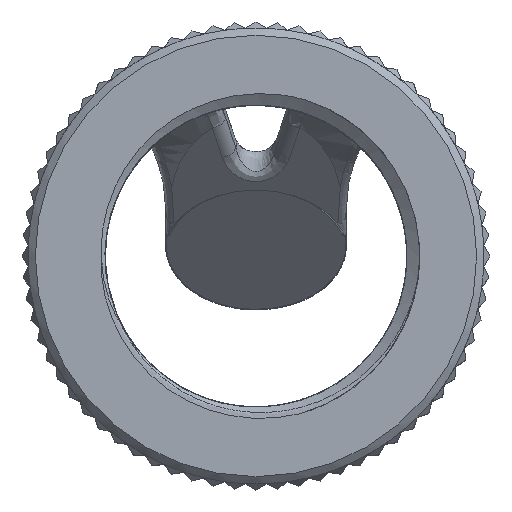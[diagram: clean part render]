
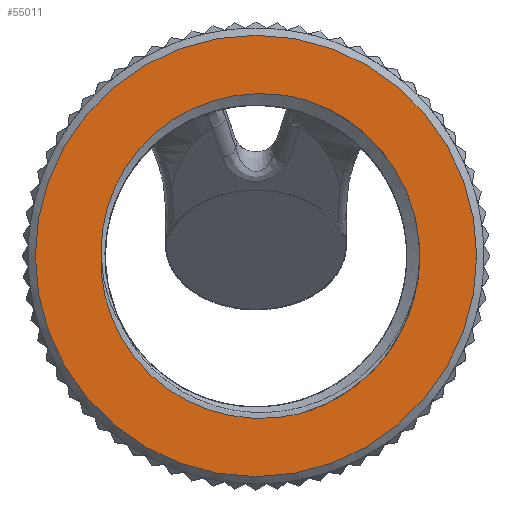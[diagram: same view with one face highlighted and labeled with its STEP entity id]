
A CAD part, top view. The second image highlights one B-rep face of the part: STEP entity #55011.
In plain terms, the highlighted planar face has unit normal (0, 0, 1).
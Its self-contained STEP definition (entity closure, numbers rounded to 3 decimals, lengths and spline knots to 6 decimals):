
#24=PLANE('',#59003);
#18831=CIRCLE('',#58992,0.023);
#18836=CIRCLE('',#59004,0.031);
#18951=B_SPLINE_CURVE_WITH_KNOTS('',3,(#80329,#80330,#80331,#80332,#80333,
#80334,#80335,#80336),.UNSPECIFIED.,.F.,.F.,(4,1,1,1,1,4),(0.,0.25,0.5,
0.75,0.875,1.),.UNSPECIFIED.);
#18952=B_SPLINE_CURVE_WITH_KNOTS('',3,(#80338,#80339,#80340,#80341,#80342,
#80343,#80344,#80345,#80346,#80347,#80348,#80349,#80350,#80351),
 .UNSPECIFIED.,.F.,.F.,(4,1,1,1,1,1,1,1,1,1,1,4),(0.194306,0.19952,
0.204735,0.209949,0.212556,0.215164,0.220378,
0.222985,0.225592,0.228199,0.230807,
0.236021),.UNSPECIFIED.);
#19369=ORIENTED_EDGE('',*,*,#35145,.F.);
#19370=ORIENTED_EDGE('',*,*,#35200,.T.);
#19371=ORIENTED_EDGE('',*,*,#35201,.T.);
#19372=ORIENTED_EDGE('',*,*,#35202,.T.);
#35145=EDGE_CURVE('',#43062,#43063,#18831,.T.);
#35200=EDGE_CURVE('',#43062,#43114,#18951,.T.);
#35201=EDGE_CURVE('',#43114,#43063,#18952,.T.);
#35202=EDGE_CURVE('',#43115,#43115,#18836,.T.);
#43062=VERTEX_POINT('',#78692);
#43063=VERTEX_POINT('',#78694);
#43114=VERTEX_POINT('',#80337);
#43115=VERTEX_POINT('',#80353);
#47027=EDGE_LOOP('',(#19369,#19370,#19371));
#47028=EDGE_LOOP('',(#19372));
#51012=FACE_BOUND('',#47027,.T.);
#51013=FACE_BOUND('',#47028,.T.);
#55011=ADVANCED_FACE('',(#51012,#51013),#24,.T.);
#58992=AXIS2_PLACEMENT_3D('',#78693,#63003,#63004);
#59003=AXIS2_PLACEMENT_3D('',#80328,#63030,#63031);
#59004=AXIS2_PLACEMENT_3D('',#80352,#63032,#63033);
#63003=DIRECTION('',(0.,0.,1.));
#63004=DIRECTION('',(0.,-1.,0.));
#63030=DIRECTION('',(0.,0.,1.));
#63031=DIRECTION('',(1.,0.,0.));
#63032=DIRECTION('',(0.,0.,1.));
#63033=DIRECTION('',(0.,-1.,0.));
#78692=CARTESIAN_POINT('',(0.006068,-0.022185,0.025));
#78693=CARTESIAN_POINT('',(0.,0.,0.025));
#78694=CARTESIAN_POINT('',(0.006926,0.021932,0.025));
#80328=CARTESIAN_POINT('',(0.,0.,0.025));
#80329=CARTESIAN_POINT('',(0.006068,-0.022185,0.025));
#80330=CARTESIAN_POINT('',(0.002673,-0.023007,0.025));
#80331=CARTESIAN_POINT('',(-0.00441,-0.023069,0.025));
#80332=CARTESIAN_POINT('',(-0.014075,-0.018468,0.025));
#80333=CARTESIAN_POINT('',(-0.019504,-0.011446,0.025));
#80334=CARTESIAN_POINT('',(-0.021606,-0.00476,0.025));
#80335=CARTESIAN_POINT('',(-0.02185,-0.001288,0.025));
#80336=CARTESIAN_POINT('',(-0.021766,0.00045,0.025));
#80337=CARTESIAN_POINT('',(-0.021766,0.00045,0.025));
#80338=CARTESIAN_POINT('',(-0.021766,0.00045,0.025));
#80339=CARTESIAN_POINT('',(-0.021778,0.002197,0.025));
#80340=CARTESIAN_POINT('',(-0.021383,0.005685,0.025));
#80341=CARTESIAN_POINT('',(-0.01962,0.010573,0.025));
#80342=CARTESIAN_POINT('',(-0.017208,0.01424,0.025));
#80343=CARTESIAN_POINT('',(-0.014844,0.016738,0.025));
#80344=CARTESIAN_POINT('',(-0.012153,0.018983,0.025));
#80345=CARTESIAN_POINT('',(-0.009163,0.02069,0.025));
#80346=CARTESIAN_POINT('',(-0.005873,0.02189,0.025));
#80347=CARTESIAN_POINT('',(-0.003358,0.022489,0.025));
#80348=CARTESIAN_POINT('',(-0.000788,0.022805,0.025));
#80349=CARTESIAN_POINT('',(0.002713,0.022829,0.025));
#80350=CARTESIAN_POINT('',(0.005256,0.022408,0.025));
#80351=CARTESIAN_POINT('',(0.006926,0.021932,0.025));
#80352=CARTESIAN_POINT('',(0.,0.,0.025));
#80353=CARTESIAN_POINT('',(0.,-0.031,0.025));
